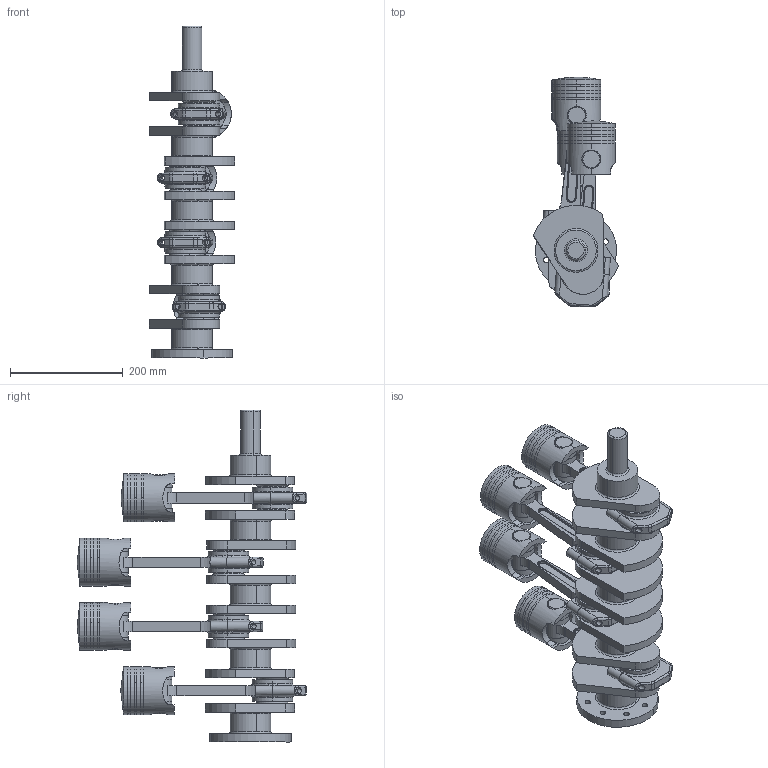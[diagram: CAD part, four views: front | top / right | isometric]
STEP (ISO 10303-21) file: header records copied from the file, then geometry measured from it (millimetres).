
FILE_DESCRIPTION (( 'STEP AP214' ), '1' );
FILE_NAME ('Final Assembly-crank.STEP', '2022-06-07T11:05:26', ( '' ), ( '' ), 'SwSTEP 2.0', 'SolidWorks 2021', '' );
FILE_SCHEMA (( 'AUTOMOTIVE_DESIGN' ));
Length unit declared in the file: inch
Products named in the file (7): piston-1; 3.crank shaft; Final Assembly-crank; 6.piston pin; 2piston ring; 5; 4.connecting rod
Assembly tree (29 placements, depth 2):
  Final Assembly-crank
    3.crank shaft
    6.piston pin  x4
    piston-1  x4
    2piston ring  x12
    4.connecting rod  x4
    5  x4
Bounding box: 151.19 x 407.81 x 589 mm (x, y, z)
Volume: 5261768.9 mm3; surface area: 899219.7 mm2
Topology: 29 solids, 29 shells, 816 faces, 1992 edges, 1276 vertices
Faces by surface type: cylinder 410, plane 252, torus 94, bspline 40, cone 16, sphere 4
Entity records: 10113 total; most frequent: CARTESIAN_POINT 2573, DIRECTION 1655, ORIENTED_EDGE 1410, EDGE_CURVE 705, AXIS2_PLACEMENT_3D 700, VERTEX_POINT 454, CIRCLE 390, EDGE_LOOP 345
